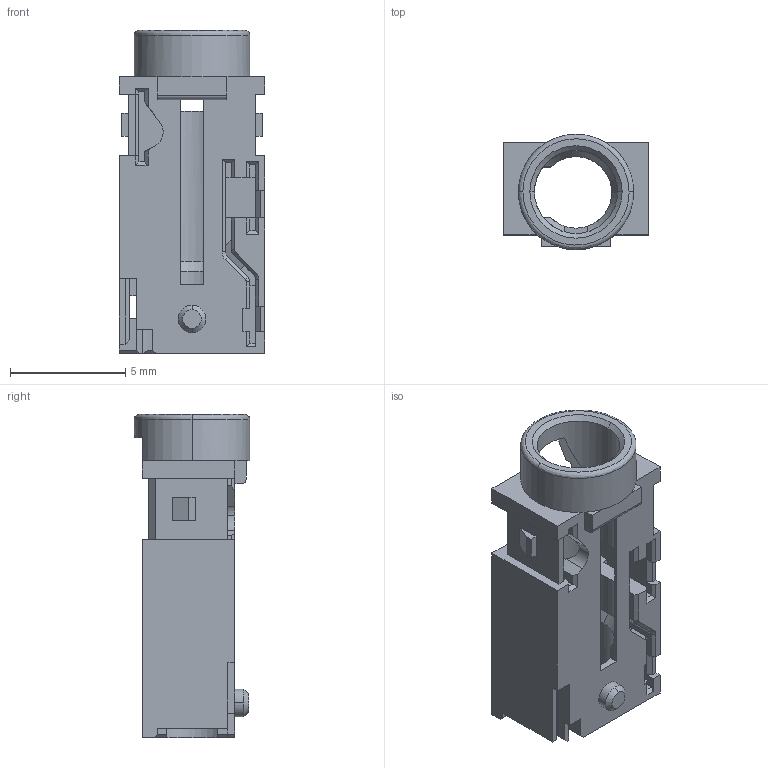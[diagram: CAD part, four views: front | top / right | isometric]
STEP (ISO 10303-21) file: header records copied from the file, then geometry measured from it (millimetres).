
FILE_DESCRIPTION (( 'STEP AP203' ), '1' );
FILE_NAME ('54-00179.STEP', '2020-04-08T15:29:57', ( '' ), ( '' ), 'SwSTEP 2.0', 'SolidWorks 2015', '' );
FILE_SCHEMA (( 'CONFIG_CONTROL_DESIGN' ));
Length unit declared in the file: millimetre
Products named in the file (1): 54-00179
Bounding box: 6.3 x 5 x 14 mm (x, y, z)
Volume: 152.5 mm3; surface area: 545.4 mm2
Topology: 1 solids, 1 shells, 192 faces, 560 edges, 360 vertices
Faces by surface type: plane 163, cylinder 16, cone 11, bspline 2
Entity records: 6448 total; most frequent: CARTESIAN_POINT 1281, ORIENTED_EDGE 1120, DIRECTION 983, EDGE_CURVE 560, LINE 483, VECTOR 483, VERTEX_POINT 360, AXIS2_PLACEMENT_3D 250
